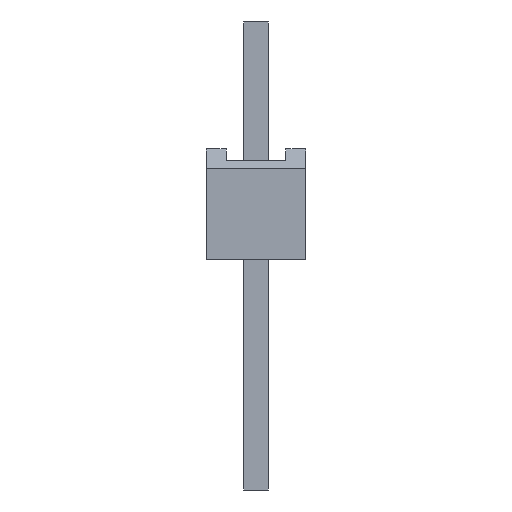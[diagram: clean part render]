
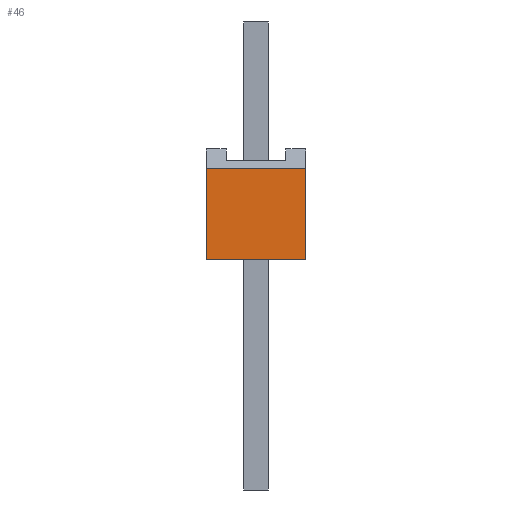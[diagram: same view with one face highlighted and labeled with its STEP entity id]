
A CAD part, left-side view. The second image highlights one B-rep face of the part: STEP entity #46.
In plain terms, the highlighted planar face has unit normal (-1, 0, 0).
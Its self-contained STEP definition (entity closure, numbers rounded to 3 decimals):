
#46=ADVANCED_FACE('',(#256),#257,.F.);
#256=FACE_OUTER_BOUND('',#698,.T.);
#257=PLANE('',#699);
#698=EDGE_LOOP('',(#1140,#1141,#1142,#1143));
#699=AXIS2_PLACEMENT_3D('',#1144,#1145,#1146);
#1140=ORIENTED_EDGE('',*,*,#2865,.F.);
#1141=ORIENTED_EDGE('',*,*,#2866,.F.);
#1142=ORIENTED_EDGE('',*,*,#2867,.F.);
#1143=ORIENTED_EDGE('',*,*,#2868,.F.);
#1144=CARTESIAN_POINT('',(-15.24,0.0,0.0));
#1145=DIRECTION('',(1.0,0.0,0.0));
#1146=DIRECTION('',(0.0,1.0,-0.0));
#2865=EDGE_CURVE('',#3414,#3415,#3416,.T.);
#2866=EDGE_CURVE('',#3417,#3414,#3418,.T.);
#2867=EDGE_CURVE('',#3419,#3417,#3420,.T.);
#2868=EDGE_CURVE('',#3415,#3419,#3421,.T.);
#3414=VERTEX_POINT('',#4329);
#3415=VERTEX_POINT('',#4330);
#3416=LINE('',#4331,#4332);
#3417=VERTEX_POINT('',#4333);
#3418=LINE('',#4334,#4335);
#3419=VERTEX_POINT('',#4336);
#3420=LINE('',#4337,#4338);
#3421=LINE('',#4339,#4340);
#4329=CARTESIAN_POINT('',(-15.24,1.25,-2.8));
#4330=CARTESIAN_POINT('',(-15.24,1.25,-0.5));
#4331=CARTESIAN_POINT('',(-15.24,1.25,-2.8));
#4332=VECTOR('',#5793,2.3);
#4333=CARTESIAN_POINT('',(-15.24,-1.25,-2.8));
#4334=CARTESIAN_POINT('',(-15.24,-1.25,-2.8));
#4335=VECTOR('',#5794,2.5);
#4336=CARTESIAN_POINT('',(-15.24,-1.25,-0.5));
#4337=CARTESIAN_POINT('',(-15.24,-1.25,-0.5));
#4338=VECTOR('',#5795,2.3);
#4339=CARTESIAN_POINT('',(-15.24,1.25,-0.5));
#4340=VECTOR('',#5796,2.5);
#5793=DIRECTION('',(0.0,0.0,1.0));
#5794=DIRECTION('',(0.0,1.0,0.0));
#5795=DIRECTION('',(0.0,0.0,-1.0));
#5796=DIRECTION('',(0.0,-1.0,0.0));
